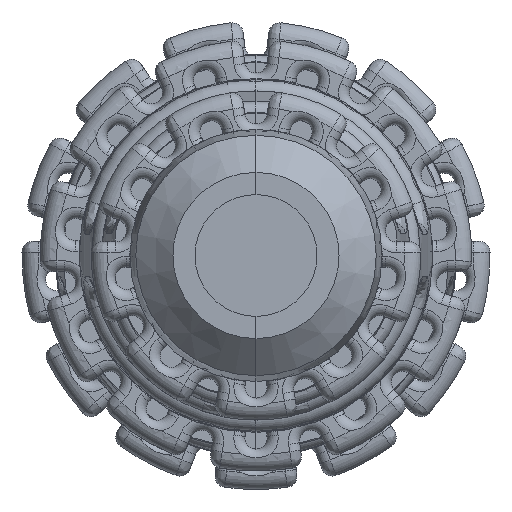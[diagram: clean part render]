
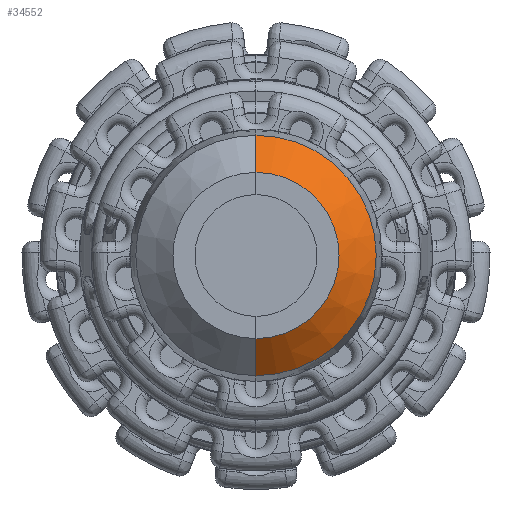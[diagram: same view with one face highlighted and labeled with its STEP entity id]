
A CAD part, left-side view. The second image highlights one B-rep face of the part: STEP entity #34552.
In plain terms, the highlighted conical face has half-angle 48.345 degrees and reference radius 4.661 mm.
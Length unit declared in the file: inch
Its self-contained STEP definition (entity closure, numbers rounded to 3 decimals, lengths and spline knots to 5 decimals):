
#1679=CONICAL_SURFACE('',#37048,0.1835,0.844);
#1860=LINE('',#55130,#3554);
#1861=LINE('',#55132,#3555);
#3554=VECTOR('',#42138,0.3937);
#3555=VECTOR('',#42139,0.3937);
#6658=FACE_OUTER_BOUND('',#8952,.T.);
#8952=EDGE_LOOP('',(#23623,#23624,#23625,#23626));
#11300=CIRCLE('',#37047,0.21699);
#11301=CIRCLE('',#37049,0.15);
#14147=VERTEX_POINT('',#55123);
#14148=VERTEX_POINT('',#55125);
#14149=VERTEX_POINT('',#55129);
#14150=VERTEX_POINT('',#55131);
#17657=EDGE_CURVE('',#14147,#14148,#11300,.T.);
#17658=EDGE_CURVE('',#14147,#14149,#1860,.T.);
#17659=EDGE_CURVE('',#14150,#14148,#1861,.T.);
#17660=EDGE_CURVE('',#14150,#14149,#11301,.T.);
#23623=ORIENTED_EDGE('',*,*,#17658,.F.);
#23624=ORIENTED_EDGE('',*,*,#17657,.T.);
#23625=ORIENTED_EDGE('',*,*,#17659,.F.);
#23626=ORIENTED_EDGE('',*,*,#17660,.T.);
#34552=ADVANCED_FACE('',(#6658),#1679,.T.);
#37047=AXIS2_PLACEMENT_3D('',#55127,#42134,#42135);
#37048=AXIS2_PLACEMENT_3D('',#55128,#42136,#42137);
#37049=AXIS2_PLACEMENT_3D('',#55133,#42140,#42141);
#42134=DIRECTION('center_axis',(-1.,0.,0.));
#42135=DIRECTION('ref_axis',(0.,0.,-1.));
#42136=DIRECTION('center_axis',(1.,0.,0.));
#42137=DIRECTION('ref_axis',(0.,0.,
-1.));
#42138=DIRECTION('',(-0.665,0.,0.747));
#42139=DIRECTION('',(0.665,0.,0.747));
#42140=DIRECTION('center_axis',(1.,0.,0.));
#42141=DIRECTION('ref_axis',(0.,0.,-1.));
#55123=CARTESIAN_POINT('',(-1.82041,0.,-0.21699));
#55125=CARTESIAN_POINT('',(-1.82041,0.,0.21699));
#55127=CARTESIAN_POINT('Origin',(-1.82041,0.,
0.));
#55128=CARTESIAN_POINT('Origin',(-1.8502,0.,
0.));
#55129=CARTESIAN_POINT('',(-1.88,0.,-0.15));
#55130=CARTESIAN_POINT('',(-1.8502,0.,-0.1835));
#55131=CARTESIAN_POINT('',(-1.88,0.,0.15));
#55132=CARTESIAN_POINT('',(-1.8502,0.,0.1835));
#55133=CARTESIAN_POINT('Origin',(-1.88,0.,0.));
